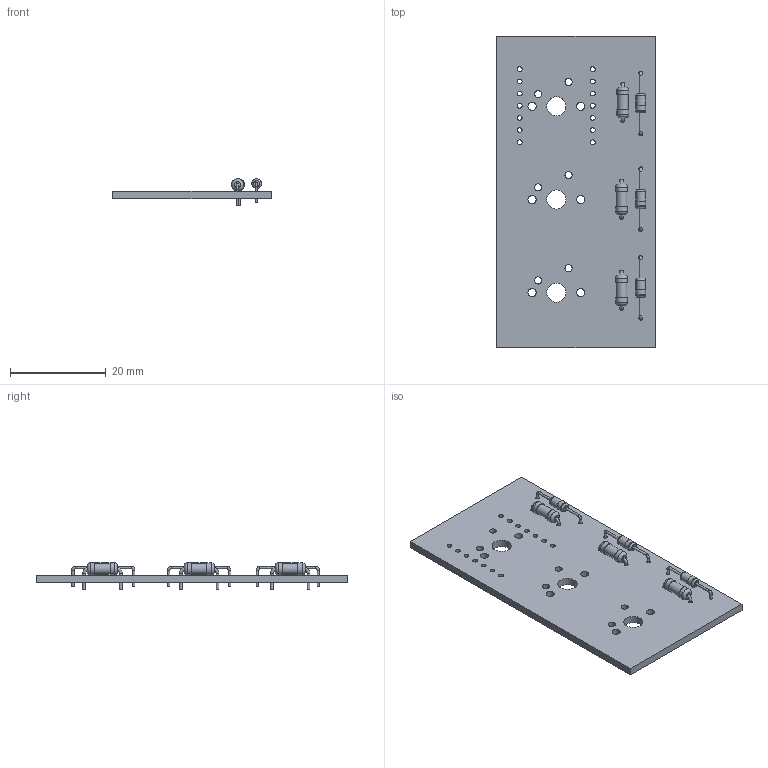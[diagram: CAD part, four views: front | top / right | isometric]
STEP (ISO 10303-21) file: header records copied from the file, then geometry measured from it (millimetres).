
FILE_DESCRIPTION(('KiCad electronic assembly'),'2;1');
FILE_NAME('Hackpad.step','2024-10-22T22:22:31',('Pcbnew'),('Kicad'), 'Open CASCADE STEP processor 7.8','KiCad to STEP converter','Unknown' );
FILE_SCHEMA(('AUTOMOTIVE_DESIGN { 1 0 10303 214 1 1 1 1 }'));
Length unit declared in the file: millimetre
Products named in the file (6): Hackpad 1; R_Axial_DIN0207_L6.3mm_D2.5mm_P7.62mm_Horizontal; R_Axial_DIN0207_L63mm_D25mm_P762mm_Horizontal; D_DO-35_SOD27_P12.70mm_Horizontal; Hackpad_PCB
Assembly tree (9 placements, depth 3):
  Hackpad 1
    R_Axial_DIN0207_L6.3mm_D2.5mm_P7.62mm_Horizontal  x3
      R_Axial_DIN0207_L63mm_D25mm_P762mm_Horizontal
    D_DO-35_SOD27_P12.70mm_Horizontal  x3
      D_DO-35_SOD27_P12.70mm_Horizontal
    Hackpad_PCB
Bounding box: 33 x 65 x 5.51 mm (x, y, z)
Volume: 3440.1 mm3; surface area: 5099.2 mm2
Topology: 7 solids, 7 shells, 143 faces, 285 edges, 180 vertices
Faces by surface type: cylinder 77, plane 42, torus 24
Full cylindrical faces by diameter (mm): 0.5 x12, 0.6 x6, 0.8 x12, 1 x14, 1.5 x6, 1.7 x6, 2 x6, 2.02 x3, 2.25 x3, 2.5 x6, 4 x3
Entity records: 3176 total; most frequent: CARTESIAN_POINT 726, DIRECTION 479, ORIENTED_EDGE 370, AXIS2_PLACEMENT_3D 207, EDGE_CURVE 185, FACE_BOUND 169, EDGE_LOOP 169, VERTEX_POINT 120
